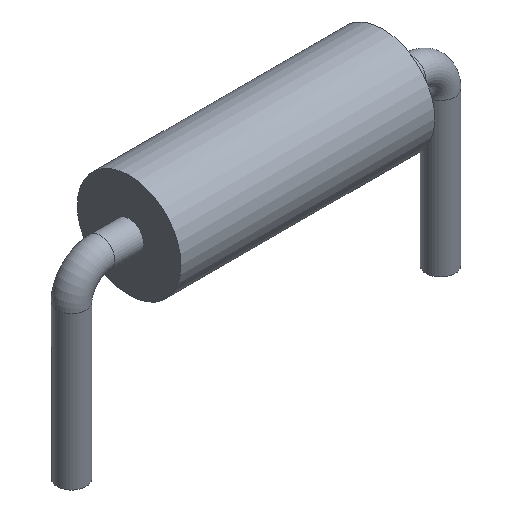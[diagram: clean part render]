
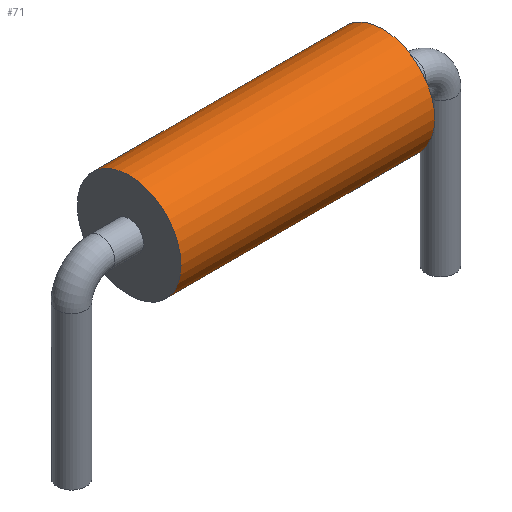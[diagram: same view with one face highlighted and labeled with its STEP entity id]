
A CAD part, isometric view. The second image highlights one B-rep face of the part: STEP entity #71.
In plain terms, the highlighted cylindrical face has radius 1.8 mm (diameter 3.6 mm), a full revolution.
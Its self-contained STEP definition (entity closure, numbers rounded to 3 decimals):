
#71=ADVANCED_FACE('',(#170,#172),#174,.T.);
#170=FACE_OUTER_BOUND('',#171,.T.);
#171=EDGE_LOOP('',(#251));
#172=FACE_OUTER_BOUND('',#173,.T.);
#173=EDGE_LOOP('',(#252));
#174=CYLINDRICAL_SURFACE('',#175,1.8);
#175=AXIS2_PLACEMENT_3D('',#176,#177,#178);
#176=CARTESIAN_POINT('',(0.,0.,0.));
#177=DIRECTION('',(1.,0.,0.));
#178=DIRECTION('',(0.,1.,0.));
#251=ORIENTED_EDGE('',*,*,#270,.F.);
#252=ORIENTED_EDGE('',*,*,#267,.T.);
#267=EDGE_CURVE('',#277,#277,#278,.T.);
#270=EDGE_CURVE('',#283,#283,#284,.T.);
#277=VERTEX_POINT('',#297);
#278=CIRCLE('',#298,1.8);
#283=VERTEX_POINT('',#312);
#284=CIRCLE('',#313,1.8);
#297=CARTESIAN_POINT('',(0.,1.8,0.));
#298=AXIS2_PLACEMENT_3D('',#299,#300,#301);
#299=CARTESIAN_POINT('',(0.,0.,0.));
#300=DIRECTION('',(1.,0.,0.));
#301=DIRECTION('',(0.,1.,0.));
#312=CARTESIAN_POINT('',(8.8,1.8,0.));
#313=AXIS2_PLACEMENT_3D('',#314,#315,#316);
#314=CARTESIAN_POINT('',(8.8,0.,0.));
#315=DIRECTION('',(1.,0.,0.));
#316=DIRECTION('',(0.,1.,0.));
